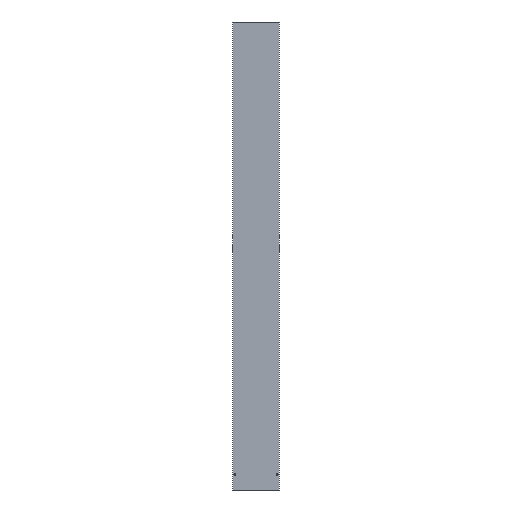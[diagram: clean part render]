
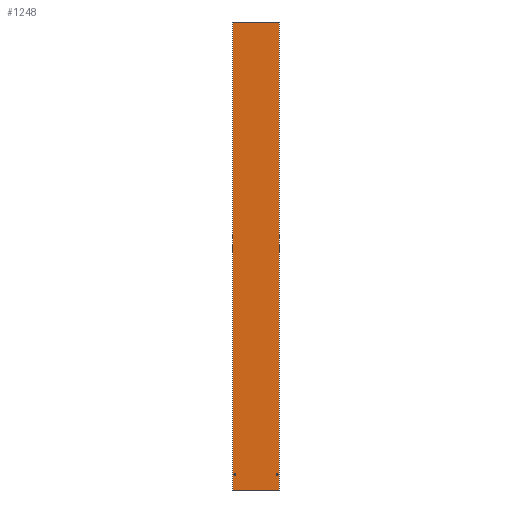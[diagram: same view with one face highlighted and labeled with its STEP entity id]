
A CAD part, front view. The second image highlights one B-rep face of the part: STEP entity #1248.
In plain terms, the highlighted planar face has unit normal (0, -1, 0).
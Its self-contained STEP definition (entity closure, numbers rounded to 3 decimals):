
#14 = ORIENTED_EDGE ( 'NONE', *, *, #714, .F. ) ;
#16 = DIRECTION ( 'NONE',  ( 1., 0., 0. ) ) ;
#49 = EDGE_LOOP ( 'NONE', ( #14, #988 ) ) ;
#64 = EDGE_CURVE ( 'NONE', #1382, #270, #1710, .T. ) ;
#69 = CARTESIAN_POINT ( 'NONE',  ( -148.25, -0.75, 0. ) ) ;
#89 = FACE_BOUND ( 'NONE', #49, .T. ) ;
#99 = ORIENTED_EDGE ( 'NONE', *, *, #609, .T. ) ;
#116 = EDGE_CURVE ( 'NONE', #458, #1382, #927, .T. ) ;
#140 = LINE ( 'NONE', #1580, #166 ) ;
#153 = AXIS2_PLACEMENT_3D ( 'NONE', #697, #414, #1593 ) ;
#166 = VECTOR ( 'NONE', #801, 1000. ) ;
#189 = CARTESIAN_POINT ( 'NONE',  ( 137., -0.75, 95. ) ) ;
#195 = EDGE_CURVE ( 'NONE', #1079, #459, #1594, .T. ) ;
#215 = VECTOR ( 'NONE', #1455, 1000. ) ;
#220 = VERTEX_POINT ( 'NONE', #379 ) ;
#232 = EDGE_CURVE ( 'NONE', #1575, #333, #634, .T. ) ;
#270 = VERTEX_POINT ( 'NONE', #972 ) ;
#278 = DIRECTION ( 'NONE',  ( 0., 0., -1. ) ) ;
#289 = ORIENTED_EDGE ( 'NONE', *, *, #195, .T. ) ;
#318 = CARTESIAN_POINT ( 'NONE',  ( -148.25, -0.75, 3000. ) ) ;
#333 = VERTEX_POINT ( 'NONE', #726 ) ;
#342 = EDGE_CURVE ( 'NONE', #1544, #1129, #907, .T. ) ;
#343 = DIRECTION ( 'NONE',  ( 1., 0., 0. ) ) ;
#346 = FACE_OUTER_BOUND ( 'NONE', #983, .T. ) ;
#354 = EDGE_CURVE ( 'NONE', #270, #220, #514, .T. ) ;
#379 = CARTESIAN_POINT ( 'NONE',  ( 149., -0.75, 0. ) ) ;
#383 = VERTEX_POINT ( 'NONE', #597 ) ;
#384 = ORIENTED_EDGE ( 'NONE', *, *, #64, .F. ) ;
#400 = DIRECTION ( 'NONE',  ( 0., 0., -1. ) ) ;
#413 = DIRECTION ( 'NONE',  ( 0., 0., -1. ) ) ;
#414 = DIRECTION ( 'NONE',  ( 0., -1., 0. ) ) ;
#416 = DIRECTION ( 'NONE',  ( 0., 0., -1. ) ) ;
#435 = VERTEX_POINT ( 'NONE', #1312 ) ;
#440 = CARTESIAN_POINT ( 'NONE',  ( -147.25, -0.75, 3000. ) ) ;
#444 = LINE ( 'NONE', #1633, #468 ) ;
#451 = ORIENTED_EDGE ( 'NONE', *, *, #232, .F. ) ;
#458 = VERTEX_POINT ( 'NONE', #440 ) ;
#459 = VERTEX_POINT ( 'NONE', #746 ) ;
#468 = VECTOR ( 'NONE', #1165, 1000. ) ;
#474 = ORIENTED_EDGE ( 'NONE', *, *, #1305, .T. ) ;
#514 = LINE ( 'NONE', #1020, #215 ) ;
#523 = DIRECTION ( 'NONE',  ( 1., 0., 0. ) ) ;
#560 = DIRECTION ( 'NONE',  ( 0., -1., 0. ) ) ;
#584 = FACE_BOUND ( 'NONE', #1473, .T. ) ;
#597 = CARTESIAN_POINT ( 'NONE',  ( -137., -0.75, 105. ) ) ;
#609 = EDGE_CURVE ( 'NONE', #459, #220, #140, .T. ) ;
#634 = CIRCLE ( 'NONE', #916, 5. ) ;
#658 = CARTESIAN_POINT ( 'NONE',  ( -147.25, -0.75, 0. ) ) ;
#670 = VECTOR ( 'NONE', #278, 1000. ) ;
#690 = DIRECTION ( 'NONE',  ( 0., -1., 0. ) ) ;
#697 = CARTESIAN_POINT ( 'NONE',  ( -137., -0.75, 100. ) ) ;
#712 = CARTESIAN_POINT ( 'NONE',  ( 147.25, -0.75, 3000. ) ) ;
#714 = EDGE_CURVE ( 'NONE', #435, #383, #1729, .T. ) ;
#726 = CARTESIAN_POINT ( 'NONE',  ( 137., -0.75, 105. ) ) ;
#746 = CARTESIAN_POINT ( 'NONE',  ( 147.25, -0.75, 0. ) ) ;
#801 = DIRECTION ( 'NONE',  ( 1., 0., 0. ) ) ;
#854 = CIRCLE ( 'NONE', #153, 5. ) ;
#866 = AXIS2_PLACEMENT_3D ( 'NONE', #1592, #690, #413 ) ;
#883 = ORIENTED_EDGE ( 'NONE', *, *, #1802, .F. ) ;
#907 = LINE ( 'NONE', #1141, #670 ) ;
#916 = AXIS2_PLACEMENT_3D ( 'NONE', #1893, #560, #400 ) ;
#917 = CARTESIAN_POINT ( 'NONE',  ( -148.25, -0.75, 3000. ) ) ;
#927 = LINE ( 'NONE', #917, #1260 ) ;
#970 = CARTESIAN_POINT ( 'NONE',  ( -148.25, -0.75, 0. ) ) ;
#972 = CARTESIAN_POINT ( 'NONE',  ( 149., -0.75, 3000. ) ) ;
#983 = EDGE_LOOP ( 'NONE', ( #289, #99, #1334, #384, #1293, #474, #1451, #883 ) ) ;
#988 = ORIENTED_EDGE ( 'NONE', *, *, #1827, .F. ) ;
#1020 = CARTESIAN_POINT ( 'NONE',  ( 149., -0.75, 3000. ) ) ;
#1079 = VERTEX_POINT ( 'NONE', #658 ) ;
#1129 = VERTEX_POINT ( 'NONE', #1901 ) ;
#1141 = CARTESIAN_POINT ( 'NONE',  ( -149., -0.75, 3000. ) ) ;
#1157 = DIRECTION ( 'NONE',  ( 0., 1., 0. ) ) ;
#1165 = DIRECTION ( 'NONE',  ( -1., 0., 0. ) ) ;
#1237 = EDGE_CURVE ( 'NONE', #333, #1575, #1303, .T. ) ;
#1248 = ADVANCED_FACE ( 'NONE', ( #584, #89, #346 ), #1746, .F. ) ;
#1260 = VECTOR ( 'NONE', #343, 1000. ) ;
#1293 = ORIENTED_EDGE ( 'NONE', *, *, #116, .F. ) ;
#1299 = DIRECTION ( 'NONE',  ( 0., 0., 1. ) ) ;
#1303 = CIRCLE ( 'NONE', #1574, 5. ) ;
#1304 = CARTESIAN_POINT ( 'NONE',  ( 137., -0.75, 100. ) ) ;
#1305 = EDGE_CURVE ( 'NONE', #458, #1544, #444, .T. ) ;
#1312 = CARTESIAN_POINT ( 'NONE',  ( -137., -0.75, 95. ) ) ;
#1334 = ORIENTED_EDGE ( 'NONE', *, *, #354, .F. ) ;
#1382 = VERTEX_POINT ( 'NONE', #712 ) ;
#1435 = DIRECTION ( 'NONE',  ( 0., -1., 0. ) ) ;
#1451 = ORIENTED_EDGE ( 'NONE', *, *, #342, .T. ) ;
#1455 = DIRECTION ( 'NONE',  ( 0., 0., -1. ) ) ;
#1473 = EDGE_LOOP ( 'NONE', ( #451, #1521 ) ) ;
#1521 = ORIENTED_EDGE ( 'NONE', *, *, #1237, .F. ) ;
#1525 = CARTESIAN_POINT ( 'NONE',  ( -149., -0.75, 3000. ) ) ;
#1544 = VERTEX_POINT ( 'NONE', #1525 ) ;
#1574 = AXIS2_PLACEMENT_3D ( 'NONE', #1304, #1435, #416 ) ;
#1575 = VERTEX_POINT ( 'NONE', #189 ) ;
#1580 = CARTESIAN_POINT ( 'NONE',  ( 148.25, -0.75, 0. ) ) ;
#1592 = CARTESIAN_POINT ( 'NONE',  ( -137., -0.75, 100. ) ) ;
#1593 = DIRECTION ( 'NONE',  ( 0., 0., -1. ) ) ;
#1594 = LINE ( 'NONE', #69, #1686 ) ;
#1633 = CARTESIAN_POINT ( 'NONE',  ( -147.25, -0.75, 3000. ) ) ;
#1662 = VECTOR ( 'NONE', #1898, 1000. ) ;
#1686 = VECTOR ( 'NONE', #523, 1000. ) ;
#1710 = LINE ( 'NONE', #318, #1732 ) ;
#1729 = CIRCLE ( 'NONE', #866, 5. ) ;
#1731 = CARTESIAN_POINT ( 'NONE',  ( -148.25, -0.75, 3000. ) ) ;
#1732 = VECTOR ( 'NONE', #16, 1000. ) ;
#1746 = PLANE ( 'NONE',  #1848 ) ;
#1750 = LINE ( 'NONE', #970, #1662 ) ;
#1802 = EDGE_CURVE ( 'NONE', #1079, #1129, #1750, .T. ) ;
#1827 = EDGE_CURVE ( 'NONE', #383, #435, #854, .T. ) ;
#1848 = AXIS2_PLACEMENT_3D ( 'NONE', #1731, #1157, #1299 ) ;
#1893 = CARTESIAN_POINT ( 'NONE',  ( 137., -0.75, 100. ) ) ;
#1898 = DIRECTION ( 'NONE',  ( -1., 0., 0. ) ) ;
#1901 = CARTESIAN_POINT ( 'NONE',  ( -149., -0.75, 0. ) ) ;
